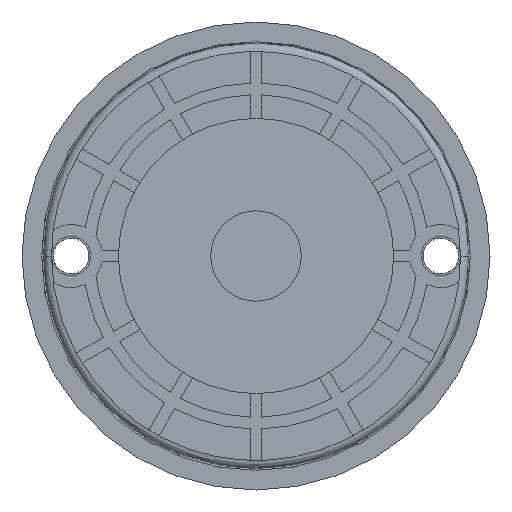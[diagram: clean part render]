
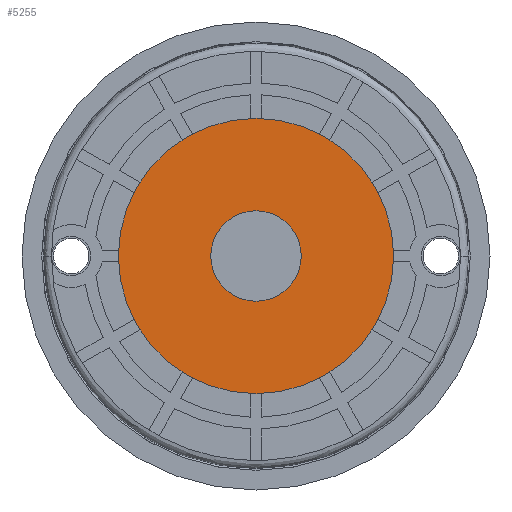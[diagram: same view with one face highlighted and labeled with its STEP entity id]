
A CAD part, front view. The second image highlights one B-rep face of the part: STEP entity #5255.
In plain terms, the highlighted planar face has unit normal (0, -1, 0).
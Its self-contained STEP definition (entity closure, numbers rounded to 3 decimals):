
#394 = CARTESIAN_POINT ( 'NONE',  ( 59.5, -1.6, 0. ) ) ;
#419 = DIRECTION ( 'NONE',  ( 0., -1., 0. ) ) ;
#460 = DIRECTION ( 'NONE',  ( 0., 0., -1. ) ) ;
#1001 = FACE_BOUND ( 'NONE', #6191, .T. ) ;
#1142 = PLANE ( 'NONE',  #3931 ) ;
#1979 = EDGE_CURVE ( 'NONE', #11011, #15062, #12768, .T. ) ;
#2266 = FACE_OUTER_BOUND ( 'NONE', #6600, .T. ) ;
#2267 = CIRCLE ( 'NONE', #15046, 35. ) ;
#2828 = AXIS2_PLACEMENT_3D ( 'NONE', #12157, #12178, #12212 ) ;
#3931 = AXIS2_PLACEMENT_3D ( 'NONE', #8595, #8549, #8444 ) ;
#4668 = DIRECTION ( 'NONE',  ( 0., -1., 0. ) ) ;
#4975 = CIRCLE ( 'NONE', #9322, 11.5 ) ;
#4985 = ORIENTED_EDGE ( 'NONE', *, *, #10141, .T. ) ;
#5255 = ADVANCED_FACE ( 'NONE', ( #2266, #1001 ), #1142, .F. ) ;
#5269 = ORIENTED_EDGE ( 'NONE', *, *, #6274, .F. ) ;
#5774 = DIRECTION ( 'NONE',  ( 0., -1., 0. ) ) ;
#6191 = EDGE_LOOP ( 'NONE', ( #5269, #14802 ) ) ;
#6274 = EDGE_CURVE ( 'NONE', #9084, #11847, #4975, .T. ) ;
#6305 = CIRCLE ( 'NONE', #9587, 11.5 ) ;
#6600 = EDGE_LOOP ( 'NONE', ( #14790, #4985 ) ) ;
#7724 = CARTESIAN_POINT ( 'NONE',  ( 59.5, -1.6, -11.5 ) ) ;
#8444 = DIRECTION ( 'NONE',  ( 0., 0., 1. ) ) ;
#8549 = DIRECTION ( 'NONE',  ( 0., 1., 0. ) ) ;
#8595 = CARTESIAN_POINT ( 'NONE',  ( 59.5, -1.6, -35. ) ) ;
#8974 = CARTESIAN_POINT ( 'NONE',  ( 59.5, -1.6, 0. ) ) ;
#9084 = VERTEX_POINT ( 'NONE', #7724 ) ;
#9322 = AXIS2_PLACEMENT_3D ( 'NONE', #8974, #5774, #11024 ) ;
#9587 = AXIS2_PLACEMENT_3D ( 'NONE', #11932, #4668, #13142 ) ;
#9760 = CARTESIAN_POINT ( 'NONE',  ( 59.5, -1.6, 35. ) ) ;
#10141 = EDGE_CURVE ( 'NONE', #15062, #11011, #2267, .T. ) ;
#10936 = CARTESIAN_POINT ( 'NONE',  ( 59.5, -1.6, -35. ) ) ;
#11011 = VERTEX_POINT ( 'NONE', #10936 ) ;
#11024 = DIRECTION ( 'NONE',  ( 0., 0., -1. ) ) ;
#11847 = VERTEX_POINT ( 'NONE', #11994 ) ;
#11932 = CARTESIAN_POINT ( 'NONE',  ( 59.5, -1.6, 0. ) ) ;
#11994 = CARTESIAN_POINT ( 'NONE',  ( 59.5, -1.6, 11.5 ) ) ;
#12157 = CARTESIAN_POINT ( 'NONE',  ( 59.5, -1.6, 0. ) ) ;
#12178 = DIRECTION ( 'NONE',  ( 0., -1., 0. ) ) ;
#12212 = DIRECTION ( 'NONE',  ( 0., 0., -1. ) ) ;
#12768 = CIRCLE ( 'NONE', #2828, 35. ) ;
#13142 = DIRECTION ( 'NONE',  ( 0., 0., -1. ) ) ;
#14790 = ORIENTED_EDGE ( 'NONE', *, *, #1979, .T. ) ;
#14802 = ORIENTED_EDGE ( 'NONE', *, *, #14935, .F. ) ;
#14935 = EDGE_CURVE ( 'NONE', #11847, #9084, #6305, .T. ) ;
#15046 = AXIS2_PLACEMENT_3D ( 'NONE', #394, #419, #460 ) ;
#15062 = VERTEX_POINT ( 'NONE', #9760 ) ;
